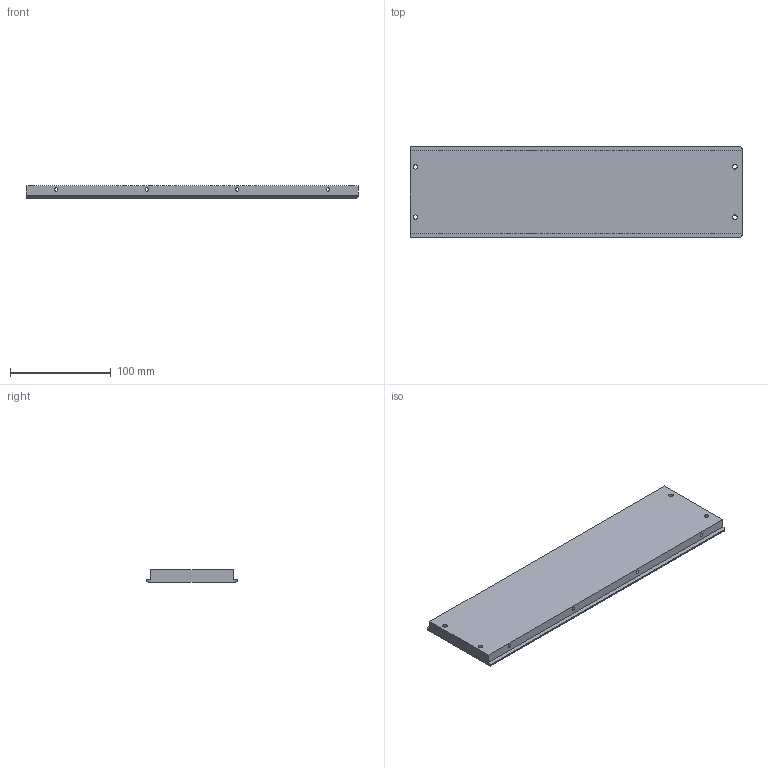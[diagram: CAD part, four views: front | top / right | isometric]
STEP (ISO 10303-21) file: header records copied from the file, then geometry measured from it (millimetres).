
FILE_DESCRIPTION (( 'STEP AP214' ), '1' );
FILE_NAME ('SidePanel.STEP', '2018-07-25T14:06:04', ( '' ), ( '' ), 'SwSTEP 2.0', 'SolidWorks 2018', '' );
FILE_SCHEMA (( 'AUTOMOTIVE_DESIGN' ));
Length unit declared in the file: millimetre
Products named in the file (1): SidePanel
Bounding box: 330 x 90 x 12 mm (x, y, z)
Volume: 328193.6 mm3; surface area: 72515.9 mm2
Topology: 1 solids, 1 shells, 41 faces, 105 edges, 64 vertices
Faces by surface type: cylinder 21, plane 10, cone 8, sphere 2
Entity records: 1389 total; most frequent: DIRECTION 237, CARTESIAN_POINT 209, ORIENTED_EDGE 206, EDGE_CURVE 103, AXIS2_PLACEMENT_3D 92, VERTEX_POINT 64, EDGE_LOOP 57, LINE 53
